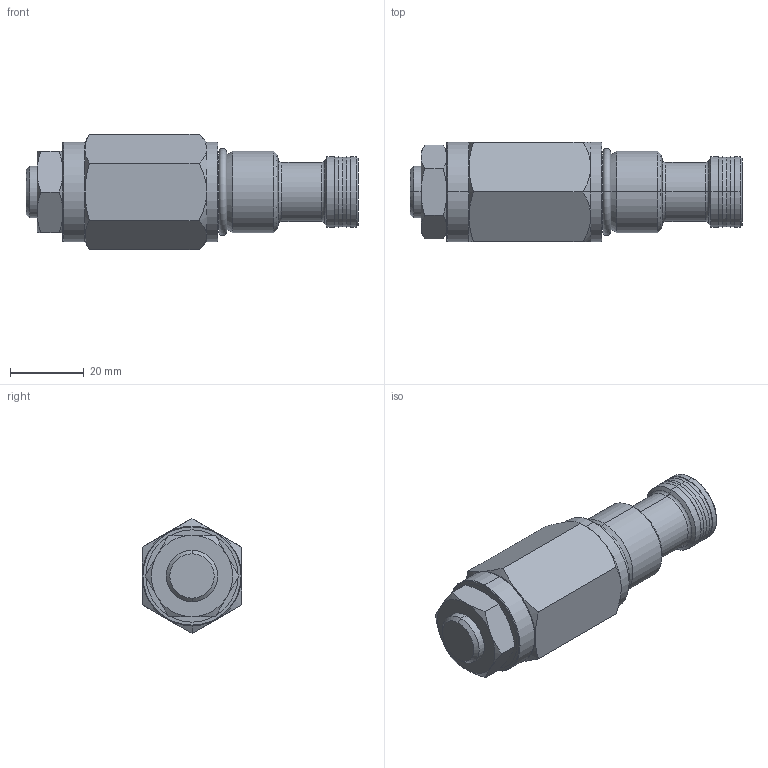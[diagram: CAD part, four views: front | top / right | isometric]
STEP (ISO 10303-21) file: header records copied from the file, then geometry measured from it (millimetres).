
FILE_DESCRIPTION (( 'STEP AP214' ), '1' );
FILE_NAME ('509.022A_Kunde.STEP', '2017-03-15T12:50:04', ( 'User' ), ( '' ), 'SwSTEP 2.0', 'SolidWorks 2016', '' );
FILE_SCHEMA (( 'AUTOMOTIVE_DESIGN' ));
Length unit declared in the file: millimetre
Products named in the file (1): 509.022A_Kunde
Bounding box: 90 x 27 x 31.18 mm (x, y, z)
Volume: 40515.1 mm3; surface area: 8440 mm2
Topology: 1 solids, 1 shells, 95 faces, 197 edges, 111 vertices
Faces by surface type: cone 50, plane 21, cylinder 14, torus 10
Entity records: 3114 total; most frequent: CARTESIAN_POINT 704, DIRECTION 438, ORIENTED_EDGE 394, EDGE_CURVE 197, AXIS2_PLACEMENT_3D 193, VERTEX_POINT 111, EDGE_LOOP 102, CIRCLE 97
